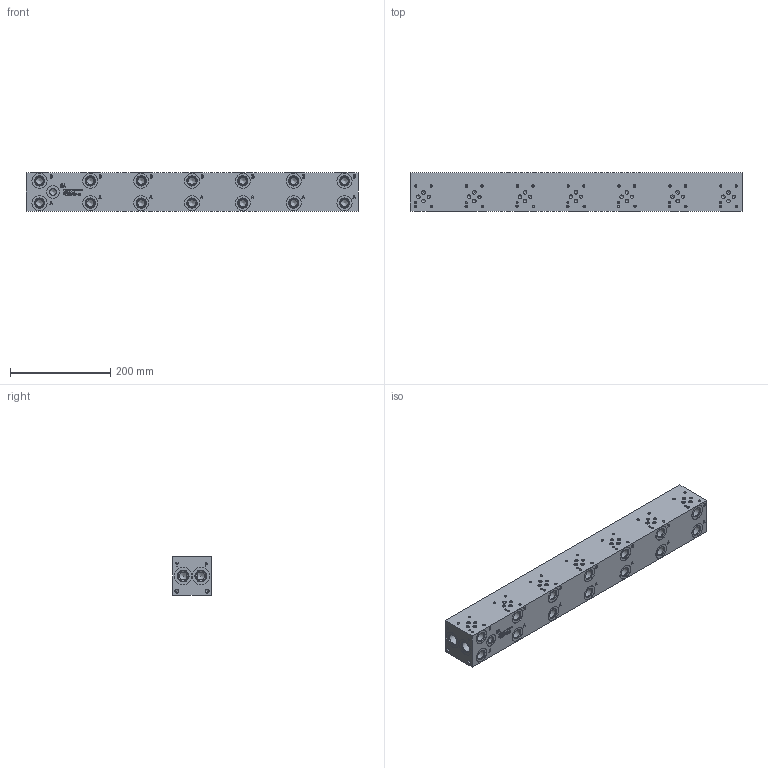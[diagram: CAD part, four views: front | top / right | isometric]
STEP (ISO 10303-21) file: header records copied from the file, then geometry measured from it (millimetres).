
FILE_DESCRIPTION(/* description */ (''),/* implementation_level */ '2;1');
FILE_NAME(/* name */ '_D03P074S.stp',/* time_stamp */ '2020-03-19T08:34:37-04:00',/* author */ ('alexanderw'),/* organization */ (''),/* preprocessor_version */ 'ST-DEVELOPER v17',/* originating_system */ 'Autodesk Inventor 2019',/* authorisation */ '');
FILE_SCHEMA (('AUTOMOTIVE_DESIGN { 1 0 10303 214 3 1 1 }'));
Length unit declared in the file: millimetre
Products named in the file (1): Part_AD03P074S_3D
Bounding box: 663.58 x 76.2 x 76.2 mm (x, y, z)
Volume: 3700865 mm3; surface area: 253505.7 mm2
Topology: 1 solids, 1 shells, 1060 faces, 2853 edges, 1954 vertices
Faces by surface type: plane 550, bspline 211, cylinder 194, cone 105
Full cylindrical faces by diameter (mm): 3.785 x28, 3.962 x7, 4.826 x28, 6.35 x7, 6.528 x4, 7.137 x21, 7.925 x4, 12.294 x1, 12.9 x1, 14.275 x1, 14.3 x14, 15.596 x1, 15.875 x4, 17.501 x14, 19.05 x14, 20.447 x4, 20.599 x14, 22.225 x2, 22.23 x2, 23.901 x4, 25.019 x1, 30.251 x14, 34.417 x4
Entity records: 34863 total; most frequent: CARTESIAN_POINT 8525, ORIENTED_EDGE 5534, DIRECTION 4713, EDGE_CURVE 2767, VERTEX_POINT 1954, LINE 1677, VECTOR 1677, AXIS2_PLACEMENT_3D 1518
